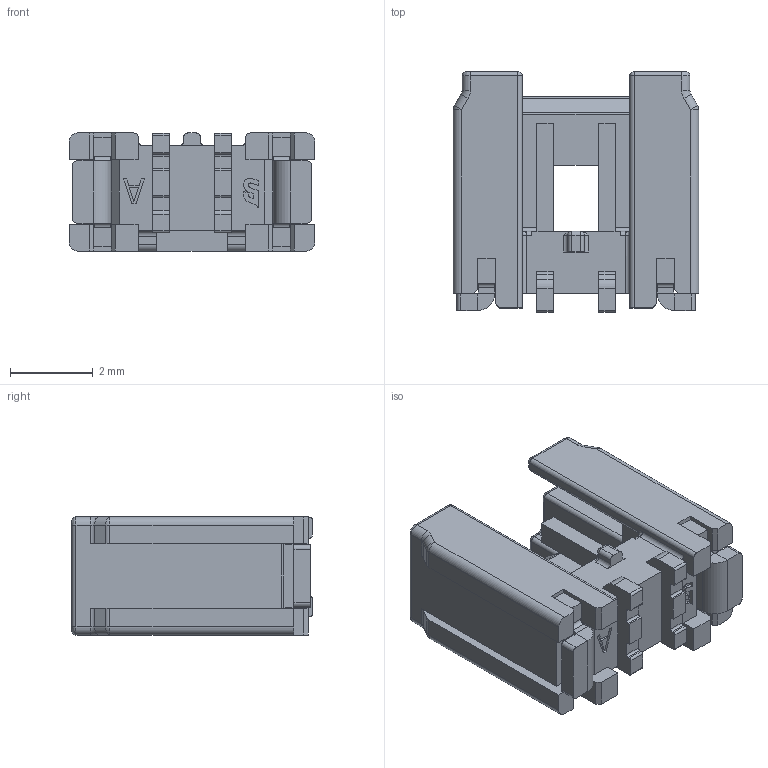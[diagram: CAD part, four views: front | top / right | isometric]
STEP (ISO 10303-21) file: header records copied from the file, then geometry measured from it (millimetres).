
FILE_DESCRIPTION((''),'2;1');
FILE_NAME('KH1600053_CUSTOMER_015_2M_ASSY','2020-08-10T10:06:44',('parkkh'),(''),'CREO PARAMETRIC BY PTC INC, 2017380','CREO PARAMETRIC BY PTC INC, 2017380','');
FILE_SCHEMA(('CONFIG_CONTROL_DESIGN'));
Length unit declared in the file: millimetre
Products named in the file (1): KH1600053_CUSTOMER_015_2M_ASSY
Bounding box: 5.92 x 5.8 x 2.85 mm (x, y, z)
Volume: 50.2 mm3; surface area: 179.5 mm2
Topology: 1 solids, 1 shells, 377 faces, 985 edges, 616 vertices
Faces by surface type: plane 194, cylinder 135, sphere 18, torus 18, bspline 12
Entity records: 11818 total; most frequent: CARTESIAN_POINT 2416, ORIENTED_EDGE 1970, DIRECTION 1968, EDGE_CURVE 985, VECTOR 672, LINE 672, AXIS2_PLACEMENT_3D 648, VERTEX_POINT 616
